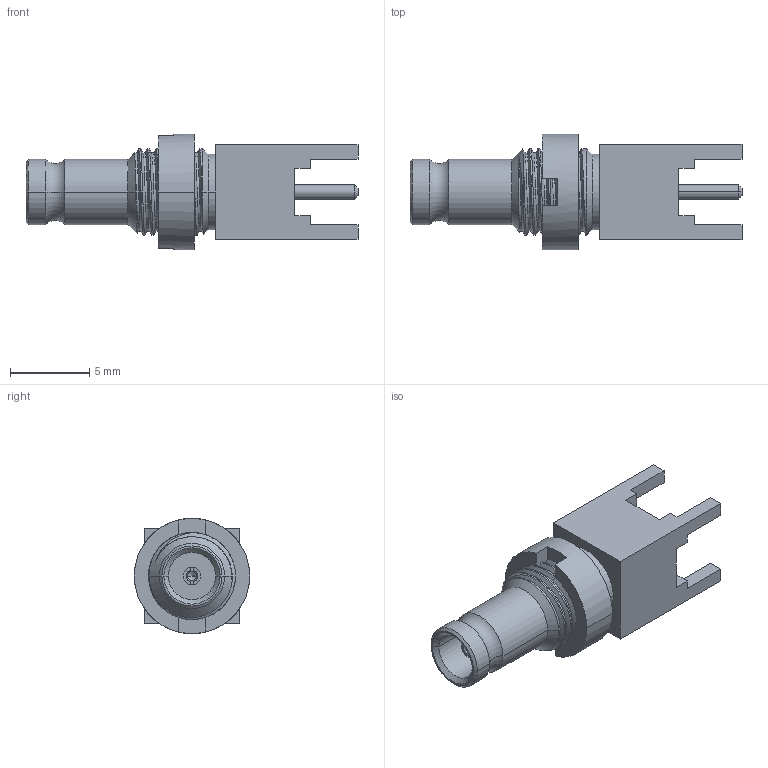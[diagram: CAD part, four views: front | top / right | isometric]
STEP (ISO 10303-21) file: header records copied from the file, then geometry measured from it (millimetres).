
FILE_DESCRIPTION((''),'2;1');
FILE_NAME('PRT0001','2021-09-02T',('Administrator'),(''),'PRO/ENGINEER BY PARAMETRIC TECHNOLOGY CORPORATION, 2012090','PRO/ENGINEER BY PARAMETRIC TECHNOLOGY CORPORATION, 2012090','');
FILE_SCHEMA(('CONFIG_CONTROL_DESIGN'));
Length unit declared in the file: millimetre
Products named in the file (1): PRT0001
Bounding box: 21 x 7.3 x 7.3 mm (x, y, z)
Volume: 403.9 mm3; surface area: 600.9 mm2
Topology: 1 solids, 1 shells, 112 faces, 300 edges, 193 vertices
Faces by surface type: plane 51, cylinder 26, bspline 19, cone 14, torus 2
Entity records: 6495 total; most frequent: CARTESIAN_POINT 3802, ORIENTED_EDGE 596, DIRECTION 480, EDGE_CURVE 298, VERTEX_POINT 193, VECTOR 168, LINE 168, AXIS2_PLACEMENT_3D 156
